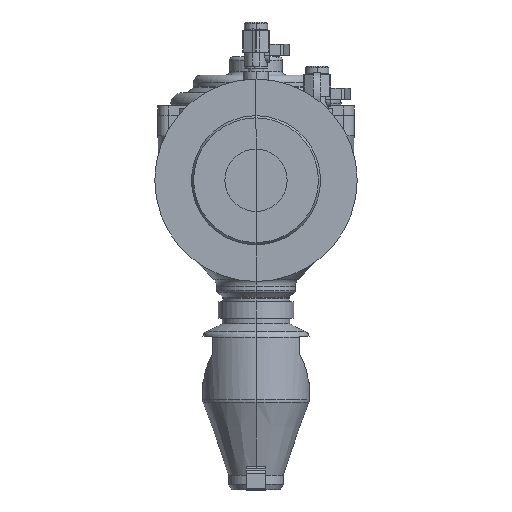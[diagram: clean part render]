
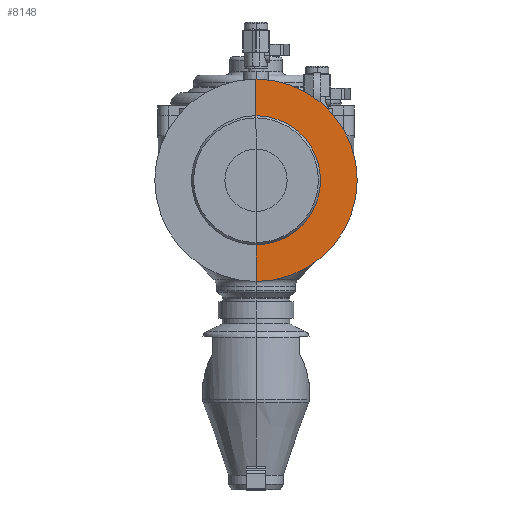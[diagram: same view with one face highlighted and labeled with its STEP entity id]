
A CAD part, left-side view. The second image highlights one B-rep face of the part: STEP entity #8148.
In plain terms, the highlighted planar face has unit normal (-1, 0, 0).
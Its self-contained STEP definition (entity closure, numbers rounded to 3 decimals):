
#577=PLANE($,#8767);
#918=FACE_OUTER_BOUND($,#1396,.T.);
#1396=EDGE_LOOP($,(#6257,#6258,#6259,#6260));
#1908=LINE($,#13658,#2551);
#1909=LINE($,#13659,#2552);
#2551=VECTOR($,#10118,29.892);
#2552=VECTOR($,#10119,29.892);
#3068=CIRCLE($,#8764,82.5);
#3070=CIRCLE($,#8768,52.608);
#3585=VERTEX_POINT($,#13647);
#3586=VERTEX_POINT($,#13648);
#3587=VERTEX_POINT($,#13655);
#3588=VERTEX_POINT($,#13656);
#4549=EDGE_CURVE($,#3585,#3586,#3068,.T.);
#4553=EDGE_CURVE($,#3587,#3588,#3070,.T.);
#4554=EDGE_CURVE($,#3585,#3587,#1908,.T.);
#4555=EDGE_CURVE($,#3588,#3586,#1909,.T.);
#6257=ORIENTED_EDGE($,*,*,#4553,.F.);
#6258=ORIENTED_EDGE($,*,*,#4554,.F.);
#6259=ORIENTED_EDGE($,*,*,#4549,.T.);
#6260=ORIENTED_EDGE($,*,*,#4555,.F.);
#8148=ADVANCED_FACE($,(#918),#577,.F.);
#8764=AXIS2_PLACEMENT_3D($,#13649,#10106,#10107);
#8767=AXIS2_PLACEMENT_3D($,#13654,#10114,#10115);
#8768=AXIS2_PLACEMENT_3D($,#13657,#10116,#10117);
#10106=DIRECTION('center_axis',(-1.,0.,0.));
#10107=DIRECTION('ref_axis',(0.,0.,-1.));
#10114=DIRECTION('center_axis',(1.,0.,0.));
#10115=DIRECTION('ref_axis',(0.,0.,-1.));
#10116=DIRECTION('center_axis',(-1.,0.,0.));
#10117=DIRECTION('ref_axis',(0.,0.588,-0.809));
#10118=DIRECTION($,(0.,0.,1.));
#10119=DIRECTION($,(0.,0.,1.));
#13647=CARTESIAN_POINT('',(-133.,0.,-82.5));
#13648=CARTESIAN_POINT('',(-133.,0.,82.5));
#13649=CARTESIAN_POINT('Origin',(-133.,0.,0.));
#13654=CARTESIAN_POINT('Origin',(-133.,0.,0.));
#13655=CARTESIAN_POINT('',(-133.,0.,-52.608));
#13656=CARTESIAN_POINT('',(-133.,0.,52.608));
#13657=CARTESIAN_POINT('Origin',(-133.,0.,0.));
#13658=CARTESIAN_POINT($,(-133.,0.,-82.5));
#13659=CARTESIAN_POINT($,(-133.,0.,52.608));
